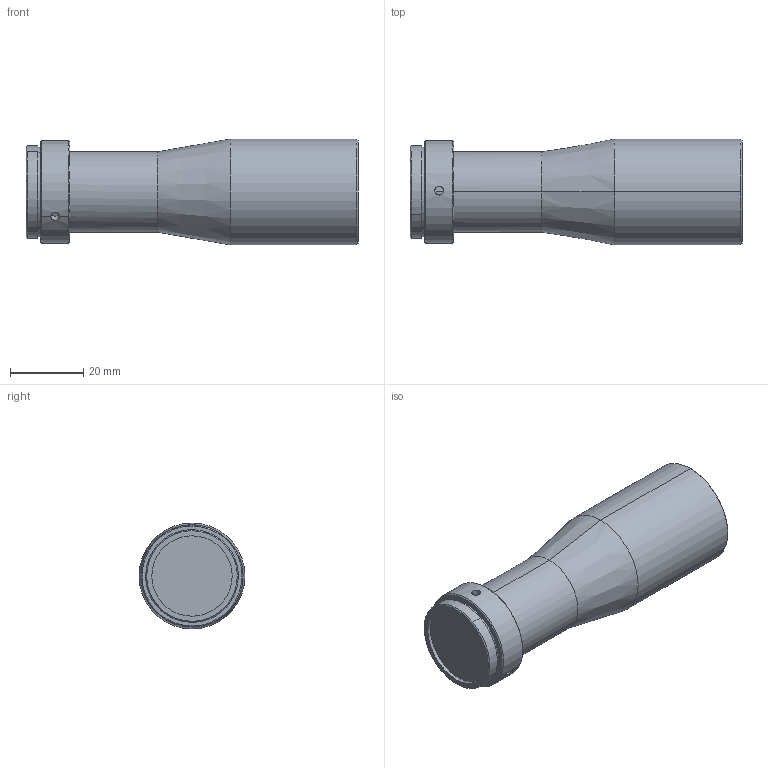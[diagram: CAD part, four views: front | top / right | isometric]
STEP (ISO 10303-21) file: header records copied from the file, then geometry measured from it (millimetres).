
FILE_DESCRIPTION (( 'STEP AP203' ), '1' );
FILE_NAME ('WH04-113A-125.STEP', '2019-03-18T06:18:46', ( '' ), ( '' ), 'SwSTEP 2.0', 'SolidWorks 2017', '' );
FILE_SCHEMA (( 'CONFIG_CONTROL_DESIGN' ));
Length unit declared in the file: millimetre
Products named in the file (1): WH04-113A-125
Bounding box: 90.89 x 29 x 29 mm (x, y, z)
Volume: 48573.4 mm3; surface area: 9234.5 mm2
Topology: 1 solids, 1 shells, 44 faces, 96 edges, 59 vertices
Faces by surface type: cylinder 24, cone 14, plane 6
Entity records: 1455 total; most frequent: CARTESIAN_POINT 410, DIRECTION 214, ORIENTED_EDGE 188, EDGE_CURVE 94, AXIS2_PLACEMENT_3D 89, VERTEX_POINT 59, EDGE_LOOP 51, ADVANCED_FACE 44
